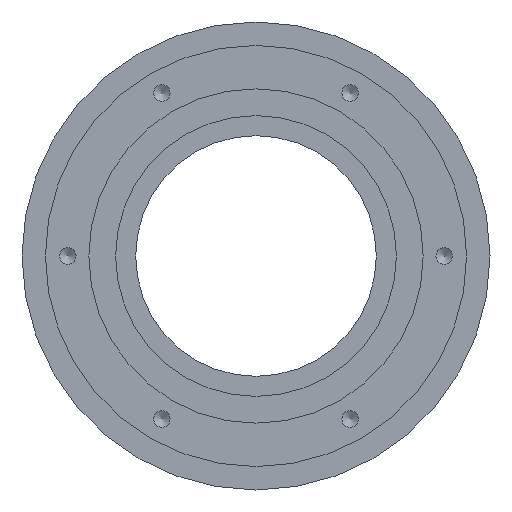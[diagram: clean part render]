
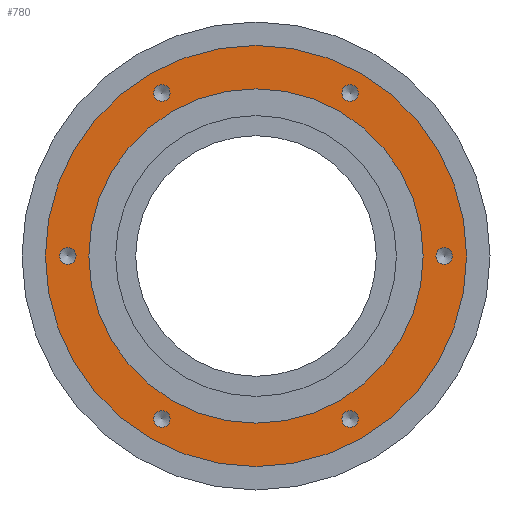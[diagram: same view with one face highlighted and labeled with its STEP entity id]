
A CAD part, front view. The second image highlights one B-rep face of the part: STEP entity #780.
In plain terms, the highlighted planar face has unit normal (0, -1, 0).
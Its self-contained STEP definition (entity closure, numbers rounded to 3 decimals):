
#19=FACE_BOUND('',#141,.T.);
#20=FACE_BOUND('',#142,.T.);
#21=FACE_BOUND('',#143,.T.);
#22=FACE_BOUND('',#144,.T.);
#23=FACE_BOUND('',#145,.T.);
#24=FACE_BOUND('',#146,.T.);
#25=FACE_BOUND('',#147,.T.);
#37=PLANE('',#911);
#95=FACE_OUTER_BOUND('',#140,.T.);
#140=EDGE_LOOP('',(#671,#672));
#141=EDGE_LOOP('',(#673,#674));
#142=EDGE_LOOP('',(#675,#676));
#143=EDGE_LOOP('',(#677,#678));
#144=EDGE_LOOP('',(#679,#680));
#145=EDGE_LOOP('',(#681,#682));
#146=EDGE_LOOP('',(#683,#684));
#147=EDGE_LOOP('',(#685,#686));
#234=CIRCLE('',#832,1.23);
#235=CIRCLE('',#833,1.23);
#238=CIRCLE('',#838,1.23);
#239=CIRCLE('',#839,1.23);
#242=CIRCLE('',#844,1.23);
#243=CIRCLE('',#845,1.23);
#246=CIRCLE('',#850,1.23);
#247=CIRCLE('',#851,1.23);
#250=CIRCLE('',#856,1.23);
#251=CIRCLE('',#857,1.23);
#254=CIRCLE('',#862,1.23);
#255=CIRCLE('',#863,1.23);
#288=CIRCLE('',#909,25.);
#289=CIRCLE('',#910,25.);
#290=CIRCLE('',#912,31.5);
#291=CIRCLE('',#913,31.5);
#324=VERTEX_POINT('',#1269);
#325=VERTEX_POINT('',#1270);
#329=VERTEX_POINT('',#1282);
#330=VERTEX_POINT('',#1283);
#334=VERTEX_POINT('',#1295);
#335=VERTEX_POINT('',#1296);
#339=VERTEX_POINT('',#1308);
#340=VERTEX_POINT('',#1309);
#344=VERTEX_POINT('',#1321);
#345=VERTEX_POINT('',#1322);
#349=VERTEX_POINT('',#1334);
#350=VERTEX_POINT('',#1335);
#379=VERTEX_POINT('',#1416);
#380=VERTEX_POINT('',#1418);
#381=VERTEX_POINT('',#1422);
#382=VERTEX_POINT('',#1423);
#418=EDGE_CURVE('',#324,#325,#234,.T.);
#419=EDGE_CURVE('',#325,#324,#235,.T.);
#424=EDGE_CURVE('',#329,#330,#238,.T.);
#425=EDGE_CURVE('',#330,#329,#239,.T.);
#430=EDGE_CURVE('',#334,#335,#242,.T.);
#431=EDGE_CURVE('',#335,#334,#243,.T.);
#436=EDGE_CURVE('',#339,#340,#246,.T.);
#437=EDGE_CURVE('',#340,#339,#247,.T.);
#442=EDGE_CURVE('',#344,#345,#250,.T.);
#443=EDGE_CURVE('',#345,#344,#251,.T.);
#448=EDGE_CURVE('',#349,#350,#254,.T.);
#449=EDGE_CURVE('',#350,#349,#255,.T.);
#488=EDGE_CURVE('',#380,#379,#288,.T.);
#489=EDGE_CURVE('',#379,#380,#289,.T.);
#490=EDGE_CURVE('',#381,#382,#290,.T.);
#491=EDGE_CURVE('',#382,#381,#291,.T.);
#671=ORIENTED_EDGE('',*,*,#490,.F.);
#672=ORIENTED_EDGE('',*,*,#491,.F.);
#673=ORIENTED_EDGE('',*,*,#418,.T.);
#674=ORIENTED_EDGE('',*,*,#419,.T.);
#675=ORIENTED_EDGE('',*,*,#424,.T.);
#676=ORIENTED_EDGE('',*,*,#425,.T.);
#677=ORIENTED_EDGE('',*,*,#430,.T.);
#678=ORIENTED_EDGE('',*,*,#431,.T.);
#679=ORIENTED_EDGE('',*,*,#436,.T.);
#680=ORIENTED_EDGE('',*,*,#437,.T.);
#681=ORIENTED_EDGE('',*,*,#442,.T.);
#682=ORIENTED_EDGE('',*,*,#443,.T.);
#683=ORIENTED_EDGE('',*,*,#448,.T.);
#684=ORIENTED_EDGE('',*,*,#449,.T.);
#685=ORIENTED_EDGE('',*,*,#488,.T.);
#686=ORIENTED_EDGE('',*,*,#489,.T.);
#780=ADVANCED_FACE('',(#95,#19,#20,#21,#22,#23,#24,#25),#37,.T.);
#832=AXIS2_PLACEMENT_3D('',#1271,#990,#991);
#833=AXIS2_PLACEMENT_3D('',#1272,#992,#993);
#838=AXIS2_PLACEMENT_3D('',#1284,#1004,#1005);
#839=AXIS2_PLACEMENT_3D('',#1285,#1006,#1007);
#844=AXIS2_PLACEMENT_3D('',#1297,#1018,#1019);
#845=AXIS2_PLACEMENT_3D('',#1298,#1020,#1021);
#850=AXIS2_PLACEMENT_3D('',#1310,#1032,#1033);
#851=AXIS2_PLACEMENT_3D('',#1311,#1034,#1035);
#856=AXIS2_PLACEMENT_3D('',#1323,#1046,#1047);
#857=AXIS2_PLACEMENT_3D('',#1324,#1048,#1049);
#862=AXIS2_PLACEMENT_3D('',#1336,#1060,#1061);
#863=AXIS2_PLACEMENT_3D('',#1337,#1062,#1063);
#909=AXIS2_PLACEMENT_3D('',#1419,#1160,#1161);
#910=AXIS2_PLACEMENT_3D('',#1420,#1162,#1163);
#911=AXIS2_PLACEMENT_3D('',#1421,#1164,#1165);
#912=AXIS2_PLACEMENT_3D('',#1424,#1166,#1167);
#913=AXIS2_PLACEMENT_3D('',#1425,#1168,#1169);
#990=DIRECTION('center_axis',(0.,1.,0.));
#991=DIRECTION('ref_axis',(1.,0.,0.));
#992=DIRECTION('center_axis',(0.,1.,0.));
#993=DIRECTION('ref_axis',(1.,0.,0.));
#1004=DIRECTION('center_axis',(0.,1.,0.));
#1005=DIRECTION('ref_axis',(1.,0.,0.));
#1006=DIRECTION('center_axis',(0.,1.,0.));
#1007=DIRECTION('ref_axis',(1.,0.,0.));
#1018=DIRECTION('center_axis',(0.,1.,0.));
#1019=DIRECTION('ref_axis',(1.,0.,0.));
#1020=DIRECTION('center_axis',(0.,1.,0.));
#1021=DIRECTION('ref_axis',(1.,0.,0.));
#1032=DIRECTION('center_axis',(0.,1.,0.));
#1033=DIRECTION('ref_axis',(1.,0.,0.));
#1034=DIRECTION('center_axis',(0.,1.,0.));
#1035=DIRECTION('ref_axis',(1.,0.,0.));
#1046=DIRECTION('center_axis',(0.,1.,0.));
#1047=DIRECTION('ref_axis',(1.,0.,0.));
#1048=DIRECTION('center_axis',(0.,1.,0.));
#1049=DIRECTION('ref_axis',(1.,0.,0.));
#1060=DIRECTION('center_axis',(0.,1.,0.));
#1061=DIRECTION('ref_axis',(1.,0.,0.));
#1062=DIRECTION('center_axis',(0.,1.,0.));
#1063=DIRECTION('ref_axis',(1.,0.,0.));
#1160=DIRECTION('center_axis',(0.,1.,0.));
#1161=DIRECTION('ref_axis',(1.,0.,0.));
#1162=DIRECTION('center_axis',(0.,1.,0.));
#1163=DIRECTION('ref_axis',(1.,0.,0.));
#1164=DIRECTION('center_axis',(0.,-1.,0.));
#1165=DIRECTION('ref_axis',(0.,0.,-1.));
#1166=DIRECTION('center_axis',(0.,1.,0.));
#1167=DIRECTION('ref_axis',(1.,0.,0.));
#1168=DIRECTION('center_axis',(0.,1.,0.));
#1169=DIRECTION('ref_axis',(1.,0.,0.));
#1269=CARTESIAN_POINT('',(-12.846,2.5,-24.379));
#1270=CARTESIAN_POINT('',(-15.305,2.5,-24.379));
#1271=CARTESIAN_POINT('Origin',(-14.075,2.5,-24.379));
#1272=CARTESIAN_POINT('Origin',(-14.075,2.5,-24.379));
#1282=CARTESIAN_POINT('',(-12.846,2.5,24.379));
#1283=CARTESIAN_POINT('',(-15.305,2.5,24.379));
#1284=CARTESIAN_POINT('Origin',(-14.075,2.5,24.379));
#1285=CARTESIAN_POINT('Origin',(-14.075,2.5,24.379));
#1295=CARTESIAN_POINT('',(29.38,2.5,0.));
#1296=CARTESIAN_POINT('',(26.921,2.5,0.));
#1297=CARTESIAN_POINT('Origin',(28.15,2.5,0.));
#1298=CARTESIAN_POINT('Origin',(28.15,2.5,0.));
#1308=CARTESIAN_POINT('',(15.305,2.5,24.379));
#1309=CARTESIAN_POINT('',(12.846,2.5,24.379));
#1310=CARTESIAN_POINT('Origin',(14.075,2.5,24.379));
#1311=CARTESIAN_POINT('Origin',(14.075,2.5,24.379));
#1321=CARTESIAN_POINT('',(-26.921,2.5,0.));
#1322=CARTESIAN_POINT('',(-29.38,2.5,0.));
#1323=CARTESIAN_POINT('Origin',(-28.15,2.5,0.));
#1324=CARTESIAN_POINT('Origin',(-28.15,2.5,0.));
#1334=CARTESIAN_POINT('',(15.305,2.5,-24.379));
#1335=CARTESIAN_POINT('',(12.846,2.5,-24.379));
#1336=CARTESIAN_POINT('Origin',(14.075,2.5,-24.379));
#1337=CARTESIAN_POINT('Origin',(14.075,2.5,-24.379));
#1416=CARTESIAN_POINT('',(0.,2.5,-25.));
#1418=CARTESIAN_POINT('',(0.,2.5,25.));
#1419=CARTESIAN_POINT('Origin',(0.,2.5,0.));
#1420=CARTESIAN_POINT('Origin',(0.,2.5,0.));
#1421=CARTESIAN_POINT('Origin',(0.,2.5,31.5));
#1422=CARTESIAN_POINT('',(0.,2.5,31.5));
#1423=CARTESIAN_POINT('',(0.,2.5,-31.5));
#1424=CARTESIAN_POINT('Origin',(0.,2.5,0.));
#1425=CARTESIAN_POINT('Origin',(0.,2.5,0.));
